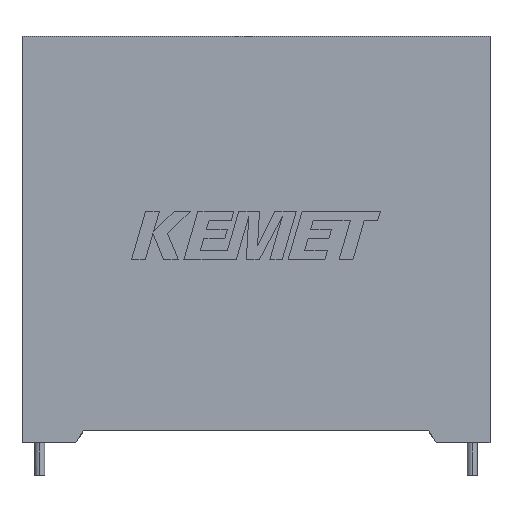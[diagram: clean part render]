
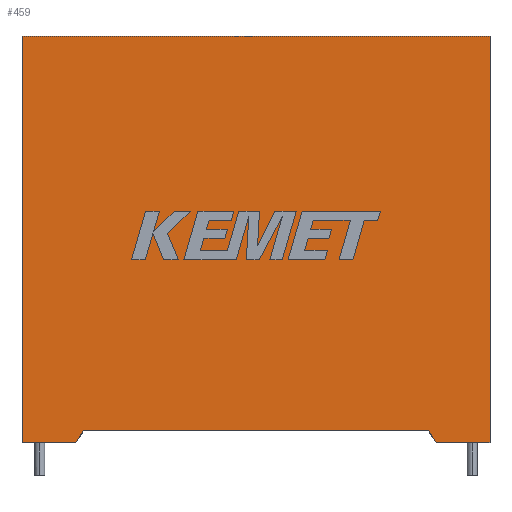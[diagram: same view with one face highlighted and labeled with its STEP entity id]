
A CAD part, top view. The second image highlights one B-rep face of the part: STEP entity #459.
In plain terms, the highlighted planar face has unit normal (0, 0, 1).
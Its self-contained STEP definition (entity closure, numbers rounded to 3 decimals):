
#149 = EDGE_CURVE ( 'NONE', #1907, #1638, #1480, .T. ) ;
#188 = VECTOR ( 'NONE', #2295, 1000. ) ;
#229 = FACE_OUTER_BOUND ( 'NONE', #1382, .T. ) ;
#368 = CARTESIAN_POINT ( 'NONE',  ( 7.45, 1.449, 34.3 ) ) ;
#382 = LINE ( 'NONE', #3252, #554 ) ;
#459 = ADVANCED_FACE ( 'NONE', ( #229 ), #3170, .F. ) ;
#469 = EDGE_CURVE ( 'NONE', #1467, #1907, #2926, .T. ) ;
#511 = VECTOR ( 'NONE', #1870, 1000. ) ;
#554 = VECTOR ( 'NONE', #2799, 1000. ) ;
#660 = VERTEX_POINT ( 'NONE', #1968 ) ;
#661 = VERTEX_POINT ( 'NONE', #368 ) ;
#763 = ORIENTED_EDGE ( 'NONE', *, *, #149, .T. ) ;
#779 = VECTOR ( 'NONE', #2634, 1000. ) ;
#790 = CARTESIAN_POINT ( 'NONE',  ( 49.35, 1.449, 34.3 ) ) ;
#800 = DIRECTION ( 'NONE',  ( -1., 0., 0. ) ) ;
#818 = LINE ( 'NONE', #1898, #987 ) ;
#858 = LINE ( 'NONE', #2332, #1487 ) ;
#867 = VERTEX_POINT ( 'NONE', #1038 ) ;
#922 = VECTOR ( 'NONE', #2641, 1000. ) ;
#940 = VERTEX_POINT ( 'NONE', #2618 ) ;
#975 = EDGE_CURVE ( 'NONE', #1638, #940, #3050, .T. ) ;
#987 = VECTOR ( 'NONE', #1079, 1000. ) ;
#1038 = CARTESIAN_POINT ( 'NONE',  ( 49.35, 1.449, 34.3 ) ) ;
#1079 = DIRECTION ( 'NONE',  ( -1., 0., 0. ) ) ;
#1282 = ORIENTED_EDGE ( 'NONE', *, *, #1538, .T. ) ;
#1337 = ORIENTED_EDGE ( 'NONE', *, *, #1959, .F. ) ;
#1338 = DIRECTION ( 'NONE',  ( 1., 0., 0. ) ) ;
#1357 = CARTESIAN_POINT ( 'NONE',  ( 0., 0., 34.3 ) ) ;
#1382 = EDGE_LOOP ( 'NONE', ( #1337, #3308, #2902, #1500, #763, #2984, #1282, #2045 ) ) ;
#1437 = LINE ( 'NONE', #1357, #3299 ) ;
#1467 = VERTEX_POINT ( 'NONE', #2604 ) ;
#1480 = LINE ( 'NONE', #1772, #188 ) ;
#1487 = VECTOR ( 'NONE', #2301, 1000. ) ;
#1500 = ORIENTED_EDGE ( 'NONE', *, *, #469, .T. ) ;
#1538 = EDGE_CURVE ( 'NONE', #940, #2399, #858, .T. ) ;
#1638 = VERTEX_POINT ( 'NONE', #2078 ) ;
#1772 = CARTESIAN_POINT ( 'NONE',  ( 0., 49.3, 34.3 ) ) ;
#1855 = CARTESIAN_POINT ( 'NONE',  ( 56.8, 49.3, 34.3 ) ) ;
#1868 = CARTESIAN_POINT ( 'NONE',  ( 56.8, 0., 34.3 ) ) ;
#1870 = DIRECTION ( 'NONE',  ( 0.528, -0.85, 0. ) ) ;
#1898 = CARTESIAN_POINT ( 'NONE',  ( 28.4, 1.449, 34.3 ) ) ;
#1907 = VERTEX_POINT ( 'NONE', #1855 ) ;
#1959 = EDGE_CURVE ( 'NONE', #867, #661, #818, .T. ) ;
#1968 = CARTESIAN_POINT ( 'NONE',  ( 50.25, 0., 34.3 ) ) ;
#2045 = ORIENTED_EDGE ( 'NONE', *, *, #3225, .F. ) ;
#2055 = CARTESIAN_POINT ( 'NONE',  ( 6.55, 0., 34.3 ) ) ;
#2078 = CARTESIAN_POINT ( 'NONE',  ( 0., 49.3, 34.3 ) ) ;
#2295 = DIRECTION ( 'NONE',  ( -1., 0., 0. ) ) ;
#2301 = DIRECTION ( 'NONE',  ( 1., 0., 0. ) ) ;
#2332 = CARTESIAN_POINT ( 'NONE',  ( 0., 0., 34.3 ) ) ;
#2373 = CARTESIAN_POINT ( 'NONE',  ( 0., 0., 34.3 ) ) ;
#2399 = VERTEX_POINT ( 'NONE', #2055 ) ;
#2548 = LINE ( 'NONE', #790, #511 ) ;
#2604 = CARTESIAN_POINT ( 'NONE',  ( 56.8, 0., 34.3 ) ) ;
#2611 = EDGE_CURVE ( 'NONE', #660, #1467, #1437, .T. ) ;
#2618 = CARTESIAN_POINT ( 'NONE',  ( 0., 0., 34.3 ) ) ;
#2634 = DIRECTION ( 'NONE',  ( 0., 1., 0. ) ) ;
#2641 = DIRECTION ( 'NONE',  ( 0., -1., 0. ) ) ;
#2799 = DIRECTION ( 'NONE',  ( -0.528, -0.85, 0. ) ) ;
#2902 = ORIENTED_EDGE ( 'NONE', *, *, #2611, .T. ) ;
#2926 = LINE ( 'NONE', #1868, #779 ) ;
#2927 = DIRECTION ( 'NONE',  ( 0., 0., -1. ) ) ;
#2984 = ORIENTED_EDGE ( 'NONE', *, *, #975, .T. ) ;
#3050 = LINE ( 'NONE', #2373, #922 ) ;
#3170 = PLANE ( 'NONE',  #3347 ) ;
#3185 = EDGE_CURVE ( 'NONE', #867, #660, #2548, .T. ) ;
#3208 = CARTESIAN_POINT ( 'NONE',  ( 0., 0., 34.3 ) ) ;
#3225 = EDGE_CURVE ( 'NONE', #661, #2399, #382, .T. ) ;
#3252 = CARTESIAN_POINT ( 'NONE',  ( 7.45, 1.449, 34.3 ) ) ;
#3299 = VECTOR ( 'NONE', #1338, 1000. ) ;
#3308 = ORIENTED_EDGE ( 'NONE', *, *, #3185, .T. ) ;
#3347 = AXIS2_PLACEMENT_3D ( 'NONE', #3208, #2927, #800 ) ;
